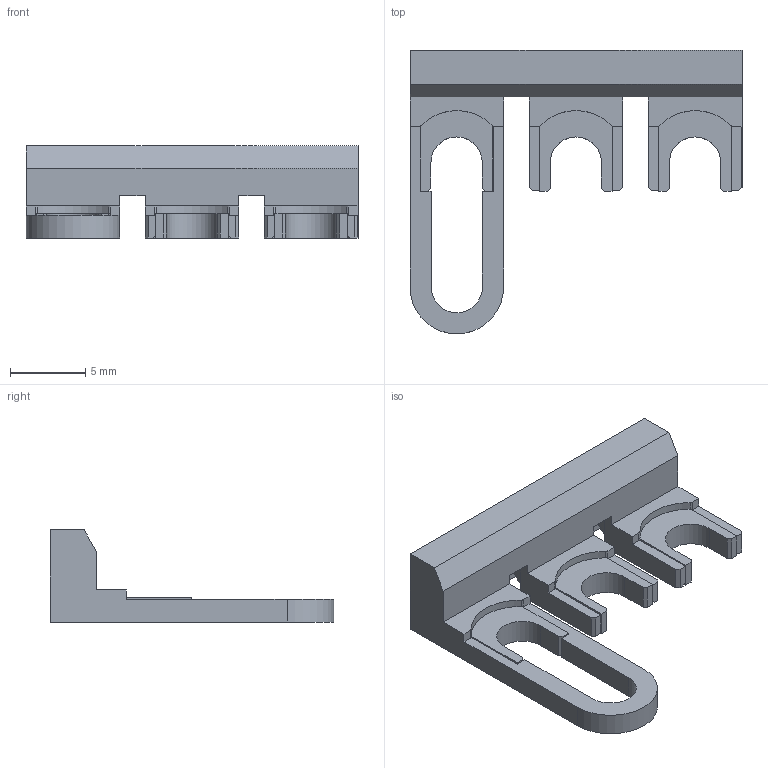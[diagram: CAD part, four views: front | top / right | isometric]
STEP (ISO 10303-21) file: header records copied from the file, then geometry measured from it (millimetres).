
FILE_DESCRIPTION(('CATIA V5R22 STEP214','CAx-IF Rec.Pracs.--- Model Styling and Organization---1.4--- 2014-01-23'),'2;1');
FILE_NAME ('038749-6_0', '2021-06-08T09:22:30+00:00', ('Weidmueller Interface'), ('Weidmueller'), 'CATIA Version 5-6 Release 2016 SP3 HF44', 'CATIA V5 STEP AP214', 'none');
FILE_SCHEMA(('AUTOMOTIVE_DESIGN { 1 0 10303 214 1 1 1 1 }'));
Length unit declared in the file: millimetre
Products named in the file (1): 1604290000
Bounding box: 22 x 18.8 x 6.1 mm (x, y, z)
Volume: 517.1 mm3; surface area: 1404 mm2
Topology: 2 solids, 2 shells, 135 faces, 413 edges, 280 vertices
Faces by surface type: plane 115, cylinder 20
Entity records: 4373 total; most frequent: ORIENTED_EDGE 826, CARTESIAN_POINT 822, DIRECTION 584, EDGE_CURVE 413, VECTOR 362, LINE 362, VERTEX_POINT 280, ADVANCED_FACE 135
